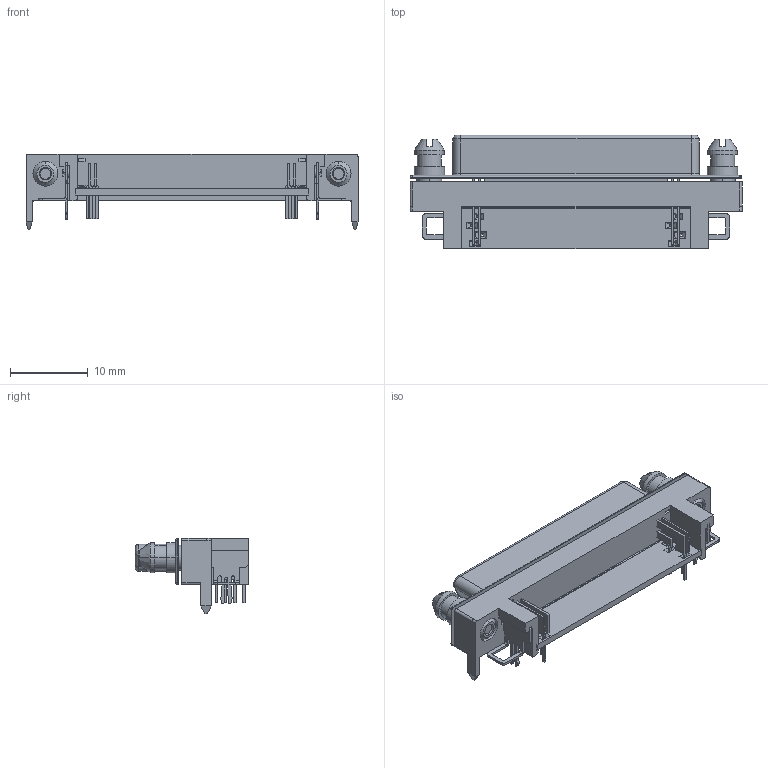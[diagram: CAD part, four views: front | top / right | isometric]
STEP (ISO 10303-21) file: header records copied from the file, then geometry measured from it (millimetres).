
FILE_DESCRIPTION((''),'2;1');
FILE_NAME('SAMTEC_VHDCR-68-01-M-RA.stp','2013-09-26T08:08:55',(''),(''),'Mechanical Desktop 2011','Mechanical Desktop 2011',', , ');
FILE_SCHEMA(('AUTOMOTIVE_DESIGN { 1 2 10303 214 1 1 1 1 }'));
Length unit declared in the file: millimetre
Products named in the file (1): Product
Bounding box: 42.7 x 14.65 x 9.7 mm (x, y, z)
Volume: 1480.8 mm3; surface area: 4243.9 mm2
Topology: 18 solids, 18 shells, 916 faces, 2484 edges, 1603 vertices
Faces by surface type: plane 585, cylinder 277, cone 24, bspline 17, torus 8, sphere 5
Entity records: 29100 total; most frequent: CARTESIAN_POINT 5514, ORIENTED_EDGE 4956, DIRECTION 4880, EDGE_CURVE 2478, VECTOR 1836, LINE 1836, VERTEX_POINT 1603, AXIS2_PLACEMENT_3D 1522
